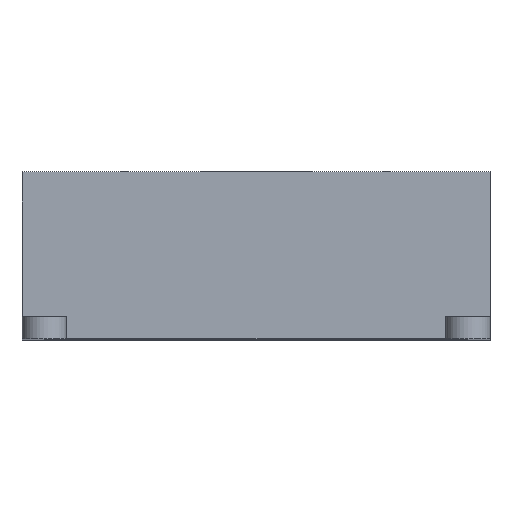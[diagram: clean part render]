
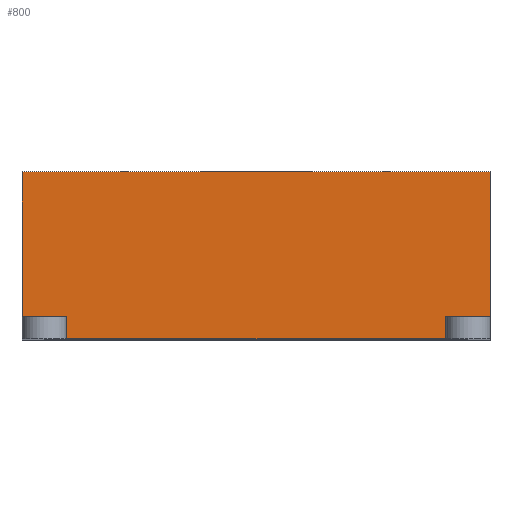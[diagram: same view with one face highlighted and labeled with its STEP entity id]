
A CAD part, top view. The second image highlights one B-rep face of the part: STEP entity #800.
In plain terms, the highlighted planar face has unit normal (0, 0, 1).
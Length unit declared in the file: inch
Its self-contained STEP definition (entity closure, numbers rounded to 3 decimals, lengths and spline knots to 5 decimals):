
#21 = CARTESIAN_POINT ( 'NONE',  ( 0., 0.2, 2.9 ) ) ;
#46 = ORIENTED_EDGE ( 'NONE', *, *, #663, .T. ) ;
#150 = DIRECTION ( 'NONE',  ( 1., 0., 0. ) ) ;
#232 = DIRECTION ( 'NONE',  ( 0., -1., 0. ) ) ;
#301 = ORIENTED_EDGE ( 'NONE', *, *, #1319, .T. ) ;
#331 = ORIENTED_EDGE ( 'NONE', *, *, #697, .F. ) ;
#339 = VECTOR ( 'NONE', #150, 39.37008 ) ;
#365 = CARTESIAN_POINT ( 'NONE',  ( -2.1, 0., 2.9 ) ) ;
#405 = VERTEX_POINT ( 'NONE', #1020 ) ;
#434 = DIRECTION ( 'NONE',  ( 0., -1., 0. ) ) ;
#474 = EDGE_CURVE ( 'NONE', #687, #2049, #1934, .T. ) ;
#502 = PLANE ( 'NONE',  #1573 ) ;
#546 = VERTEX_POINT ( 'NONE', #1740 ) ;
#552 = CARTESIAN_POINT ( 'NONE',  ( -2.1, 1.5, 2.9 ) ) ;
#641 = CARTESIAN_POINT ( 'NONE',  ( -1.7, 0.2, 2.9 ) ) ;
#663 = EDGE_CURVE ( 'NONE', #405, #687, #817, .T. ) ;
#687 = VERTEX_POINT ( 'NONE', #2010 ) ;
#697 = EDGE_CURVE ( 'NONE', #715, #2049, #1158, .T. ) ;
#699 = VECTOR ( 'NONE', #434, 39.37008 ) ;
#703 = FACE_OUTER_BOUND ( 'NONE', #1320, .T. ) ;
#715 = VERTEX_POINT ( 'NONE', #975 ) ;
#775 = VERTEX_POINT ( 'NONE', #1011 ) ;
#800 = ADVANCED_FACE ( 'NONE', ( #703 ), #502, .F. ) ;
#808 = ORIENTED_EDGE ( 'NONE', *, *, #2008, .F. ) ;
#817 = LINE ( 'NONE', #641, #1677 ) ;
#941 = VERTEX_POINT ( 'NONE', #1227 ) ;
#953 = LINE ( 'NONE', #1646, #1854 ) ;
#962 = CARTESIAN_POINT ( 'NONE',  ( 1.7, 0.2, 2.9 ) ) ;
#966 = DIRECTION ( 'NONE',  ( 0., -1., 0. ) ) ;
#975 = CARTESIAN_POINT ( 'NONE',  ( 1.7, 0.2, 2.9 ) ) ;
#1011 = CARTESIAN_POINT ( 'NONE',  ( -2.1, 0.2, 2.9 ) ) ;
#1014 = ORIENTED_EDGE ( 'NONE', *, *, #1485, .F. ) ;
#1020 = CARTESIAN_POINT ( 'NONE',  ( -1.7, 0.2, 2.9 ) ) ;
#1022 = CARTESIAN_POINT ( 'NONE',  ( -2.1, 1.5, 2.9 ) ) ;
#1094 = VERTEX_POINT ( 'NONE', #1447 ) ;
#1120 = CARTESIAN_POINT ( 'NONE',  ( -2.1, 1.5, 2.9 ) ) ;
#1130 = LINE ( 'NONE', #1821, #2032 ) ;
#1143 = DIRECTION ( 'NONE',  ( -1., 0., 0. ) ) ;
#1158 = LINE ( 'NONE', #962, #699 ) ;
#1227 = CARTESIAN_POINT ( 'NONE',  ( 2.1, 0.2, 2.9 ) ) ;
#1232 = LINE ( 'NONE', #21, #1304 ) ;
#1304 = VECTOR ( 'NONE', #1422, 39.37008 ) ;
#1316 = ORIENTED_EDGE ( 'NONE', *, *, #1840, .F. ) ;
#1319 = EDGE_CURVE ( 'NONE', #546, #775, #2144, .T. ) ;
#1320 = EDGE_LOOP ( 'NONE', ( #1014, #46, #1777, #331, #1316, #808, #2002, #301 ) ) ;
#1362 = DIRECTION ( 'NONE',  ( 0., 0., -1. ) ) ;
#1374 = CARTESIAN_POINT ( 'NONE',  ( 1.7, 0., 2.9 ) ) ;
#1422 = DIRECTION ( 'NONE',  ( -1., 0., 0. ) ) ;
#1447 = CARTESIAN_POINT ( 'NONE',  ( 2.1, 1.5, 2.9 ) ) ;
#1485 = EDGE_CURVE ( 'NONE', #405, #775, #1130, .T. ) ;
#1573 = AXIS2_PLACEMENT_3D ( 'NONE', #1022, #1362, #2253 ) ;
#1646 = CARTESIAN_POINT ( 'NONE',  ( 2.1, 1.5, 2.9 ) ) ;
#1677 = VECTOR ( 'NONE', #1827, 39.37008 ) ;
#1705 = VECTOR ( 'NONE', #1970, 39.37008 ) ;
#1740 = CARTESIAN_POINT ( 'NONE',  ( -2.1, 1.5, 2.9 ) ) ;
#1777 = ORIENTED_EDGE ( 'NONE', *, *, #474, .T. ) ;
#1821 = CARTESIAN_POINT ( 'NONE',  ( 0., 0.2, 2.9 ) ) ;
#1827 = DIRECTION ( 'NONE',  ( 0., -1., 0. ) ) ;
#1840 = EDGE_CURVE ( 'NONE', #941, #715, #1232, .T. ) ;
#1854 = VECTOR ( 'NONE', #966, 39.37008 ) ;
#1934 = LINE ( 'NONE', #365, #339 ) ;
#1959 = LINE ( 'NONE', #552, #1705 ) ;
#1970 = DIRECTION ( 'NONE',  ( 1., 0., 0. ) ) ;
#2002 = ORIENTED_EDGE ( 'NONE', *, *, #2175, .F. ) ;
#2008 = EDGE_CURVE ( 'NONE', #1094, #941, #953, .T. ) ;
#2010 = CARTESIAN_POINT ( 'NONE',  ( -1.7, 0., 2.9 ) ) ;
#2032 = VECTOR ( 'NONE', #1143, 39.37008 ) ;
#2049 = VERTEX_POINT ( 'NONE', #1374 ) ;
#2068 = VECTOR ( 'NONE', #232, 39.37008 ) ;
#2144 = LINE ( 'NONE', #1120, #2068 ) ;
#2175 = EDGE_CURVE ( 'NONE', #546, #1094, #1959, .T. ) ;
#2253 = DIRECTION ( 'NONE',  ( -1., 0., 0. ) ) ;
